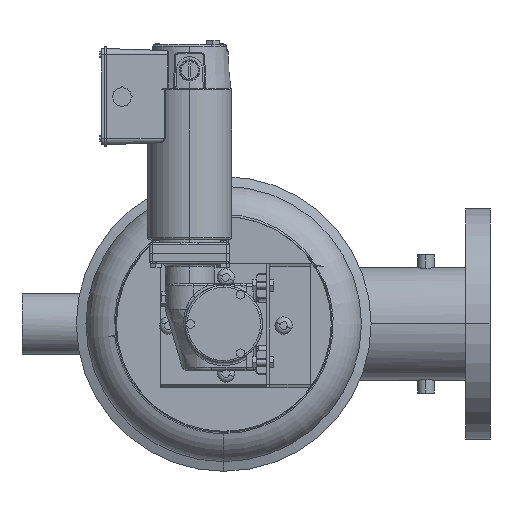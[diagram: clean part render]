
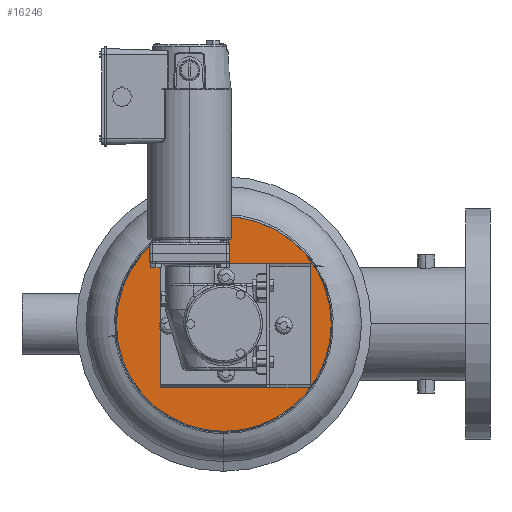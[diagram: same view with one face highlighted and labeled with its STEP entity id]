
A CAD part, left-side view. The second image highlights one B-rep face of the part: STEP entity #16246.
In plain terms, the highlighted planar face has unit normal (-1, 0, 0).
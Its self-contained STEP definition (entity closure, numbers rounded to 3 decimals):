
#114 = EDGE_LOOP ( 'NONE', ( #18474, #16213 ) ) ;
#6583 = FACE_OUTER_BOUND ( 'NONE', #114, .T. ) ;
#8485 = VERTEX_POINT ( 'NONE', #26214 ) ;
#8555 = DIRECTION ( 'NONE',  ( 0., 0., -1. ) ) ;
#9066 = AXIS2_PLACEMENT_3D ( 'NONE', #11242, #28366, #8555 ) ;
#9694 = DIRECTION ( 'NONE',  ( 0., 0., -1. ) ) ;
#11242 = CARTESIAN_POINT ( 'NONE',  ( 0., 0., 0. ) ) ;
#11569 = CARTESIAN_POINT ( 'NONE',  ( 0., 0., 0. ) ) ;
#11891 = DIRECTION ( 'NONE',  ( 1., 0., 0. ) ) ;
#14632 = CARTESIAN_POINT ( 'NONE',  ( 0., 0., 0. ) ) ;
#15581 = AXIS2_PLACEMENT_3D ( 'NONE', #11569, #11891, #19174 ) ;
#16213 = ORIENTED_EDGE ( 'NONE', *, *, #23372, .F. ) ;
#16246 = ADVANCED_FACE ( 'NONE', ( #6583 ), #25983, .F. ) ;
#17199 = DIRECTION ( 'NONE',  ( 1., 0., 0. ) ) ;
#18474 = ORIENTED_EDGE ( 'NONE', *, *, #31827, .F. ) ;
#19174 = DIRECTION ( 'NONE',  ( 0., 0., -1. ) ) ;
#20321 = CIRCLE ( 'NONE', #21686, 106.362 ) ;
#21686 = AXIS2_PLACEMENT_3D ( 'NONE', #14632, #17199, #9694 ) ;
#23372 = EDGE_CURVE ( 'NONE', #8485, #23641, #29040, .T. ) ;
#23641 = VERTEX_POINT ( 'NONE', #25114 ) ;
#25114 = CARTESIAN_POINT ( 'NONE',  ( 0., 0., 106.362 ) ) ;
#25983 = PLANE ( 'NONE',  #9066 ) ;
#26214 = CARTESIAN_POINT ( 'NONE',  ( 0., 0., -106.362 ) ) ;
#28366 = DIRECTION ( 'NONE',  ( 1., 0., 0. ) ) ;
#29040 = CIRCLE ( 'NONE', #15581, 106.362 ) ;
#31827 = EDGE_CURVE ( 'NONE', #23641, #8485, #20321, .T. ) ;
